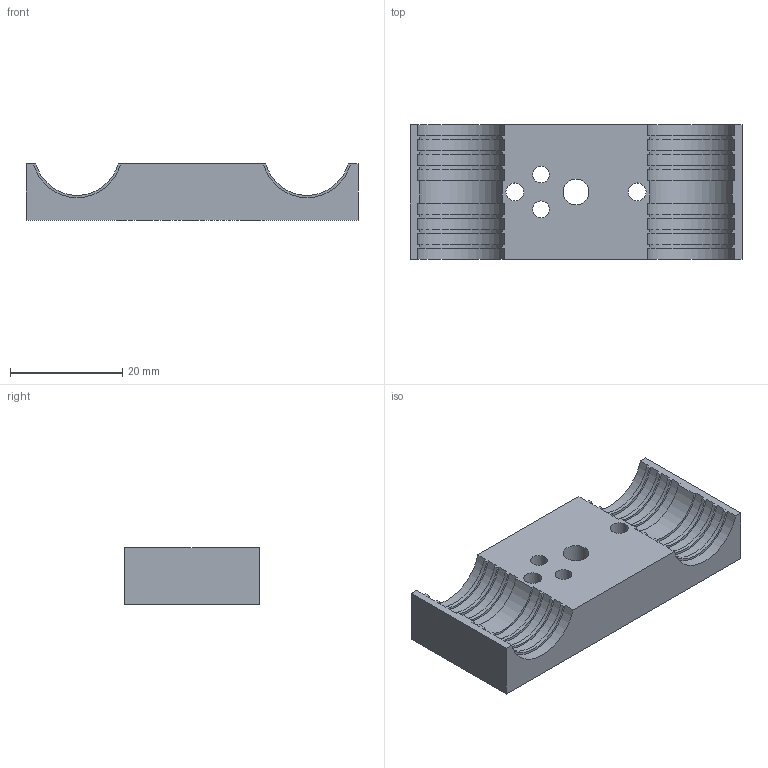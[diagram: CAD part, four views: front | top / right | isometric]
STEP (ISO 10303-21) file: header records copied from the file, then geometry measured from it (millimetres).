
FILE_DESCRIPTION(/* description */ (''),/* implementation_level */ '2;1');
FILE_NAME(/* name */ 'X-Schlitten-Klemme.step',/* time_stamp */ '2024-04-09T11:32:54+02:00',/* author */ (''),/* organization */ (''),/* preprocessor_version */ 'ST-DEVELOPER v20',/* originating_system */ 'Autodesk Translation Framework v12.20.1.177',/* authorisation */ '');
FILE_SCHEMA (('AUTOMOTIVE_DESIGN { 1 0 10303 214 3 1 1 }'));
Length unit declared in the file: millimetre
Products named in the file (1): X-Schlitten-Klemme
Bounding box: 59.2 x 24 x 10 mm (x, y, z)
Volume: 10408.3 mm3; surface area: 5234.3 mm2
Topology: 1 solids, 1 shells, 81 faces, 225 edges, 148 vertices
Faces by surface type: cylinder 39, plane 38, cone 4
Full cylindrical faces by diameter (mm): 3 x2, 3.2 x2, 4.2 x4, 4.6 x1
Entity records: 2664 total; most frequent: DIRECTION 469, CARTESIAN_POINT 455, ORIENTED_EDGE 450, EDGE_CURVE 225, AXIS2_PLACEMENT_3D 162, VERTEX_POINT 148, LINE 145, VECTOR 145
